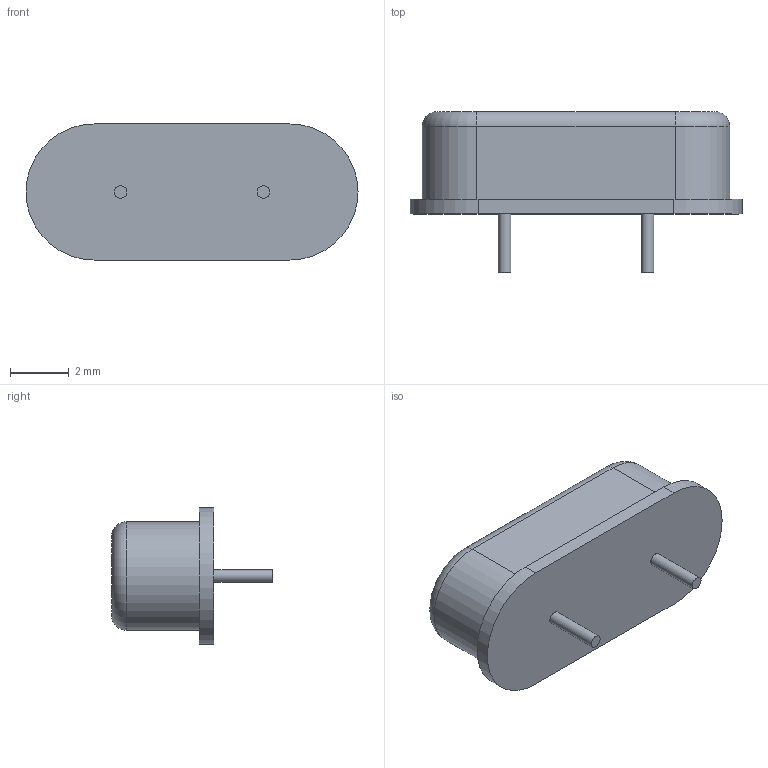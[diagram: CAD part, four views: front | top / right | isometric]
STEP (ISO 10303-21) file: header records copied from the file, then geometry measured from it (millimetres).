
FILE_DESCRIPTION(/* description */ (''),/* implementation_level */ '2;1');
FILE_NAME(/* name */ 'ECS-160-20-4DN v2_.step',/* time_stamp */ '2022-02-19T10:21:17+06:00',/* author */ (''),/* organization */ (''),/* preprocessor_version */ 'ST-DEVELOPER v18.1',/* originating_system */ 'Autodesk Translation Framework v10.10.0.1391',/* authorisation */ '');
FILE_SCHEMA (('AUTOMOTIVE_DESIGN { 1 0 10303 214 3 1 1 }'));
Length unit declared in the file: millimetre
Products named in the file (1): ECS-160-20-4DN
Bounding box: 11.35 x 5.5 x 4.65 mm (x, y, z)
Volume: 131.1 mm3; surface area: 186.4 mm2
Topology: 3 solids, 3 shells, 21 faces, 38 edges, 24 vertices
Faces by surface type: plane 11, cylinder 8, torus 2
Full cylindrical faces by diameter (mm): 0.43 x2
Entity records: 556 total; most frequent: DIRECTION 100, CARTESIAN_POINT 84, ORIENTED_EDGE 76, AXIS2_PLACEMENT_3D 40, EDGE_CURVE 38, VERTEX_POINT 24, EDGE_LOOP 22, FACE_OUTER_BOUND 21
